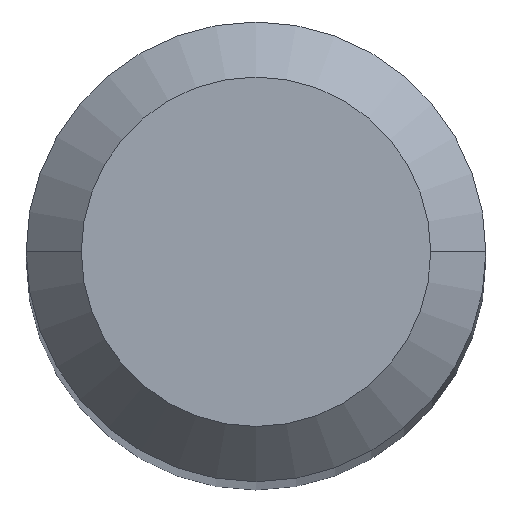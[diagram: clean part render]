
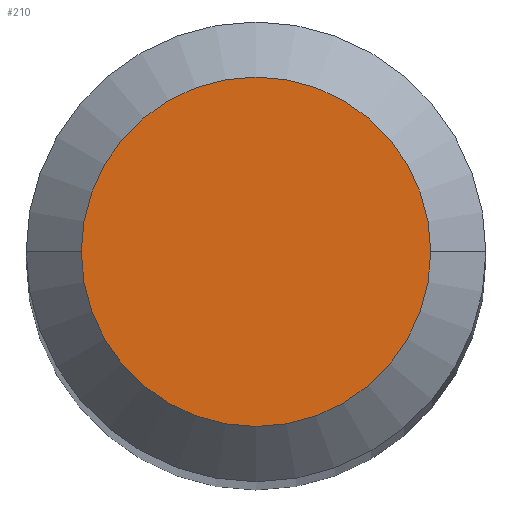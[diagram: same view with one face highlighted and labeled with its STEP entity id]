
A CAD part, top view. The second image highlights one B-rep face of the part: STEP entity #210.
In plain terms, the highlighted planar face has unit normal (0, 0, 1).
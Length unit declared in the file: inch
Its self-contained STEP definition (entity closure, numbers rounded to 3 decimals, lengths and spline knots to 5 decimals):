
#16 = AXIS2_PLACEMENT_3D ( 'NONE', #45, #78, #269 ) ;
#18 = DIRECTION ( 'NONE',  ( 0., 0., 1. ) ) ;
#45 = CARTESIAN_POINT ( 'NONE',  ( 0., 0.0475, 0. ) ) ;
#63 = DIRECTION ( 'NONE',  ( 1., 0., 0. ) ) ;
#78 = DIRECTION ( 'NONE',  ( 0., 0., -1. ) ) ;
#80 = VERTEX_POINT ( 'NONE', #442 ) ;
#102 = ORIENTED_EDGE ( 'NONE', *, *, #343, .T. ) ;
#124 = FACE_OUTER_BOUND ( 'NONE', #217, .T. ) ;
#131 = EDGE_CURVE ( 'NONE', #390, #80, #197, .T. ) ;
#197 = CIRCLE ( 'NONE', #292, 0.0475 ) ;
#210 = ADVANCED_FACE ( 'NONE', ( #124 ), #265, .F. ) ;
#217 = EDGE_LOOP ( 'NONE', ( #417, #102 ) ) ;
#221 = AXIS2_PLACEMENT_3D ( 'NONE', #342, #18, #391 ) ;
#265 = PLANE ( 'NONE',  #16 ) ;
#269 = DIRECTION ( 'NONE',  ( -1., 0., 0. ) ) ;
#287 = CARTESIAN_POINT ( 'NONE',  ( -0.0475, 0., 0. ) ) ;
#292 = AXIS2_PLACEMENT_3D ( 'NONE', #387, #397, #63 ) ;
#342 = CARTESIAN_POINT ( 'NONE',  ( 0., 0., 0. ) ) ;
#343 = EDGE_CURVE ( 'NONE', #80, #390, #450, .T. ) ;
#387 = CARTESIAN_POINT ( 'NONE',  ( 0., 0., 0. ) ) ;
#390 = VERTEX_POINT ( 'NONE', #287 ) ;
#391 = DIRECTION ( 'NONE',  ( 1., 0., 0. ) ) ;
#397 = DIRECTION ( 'NONE',  ( 0., 0., 1. ) ) ;
#417 = ORIENTED_EDGE ( 'NONE', *, *, #131, .T. ) ;
#442 = CARTESIAN_POINT ( 'NONE',  ( 0.0475, 0., 0. ) ) ;
#450 = CIRCLE ( 'NONE', #221, 0.0475 ) ;
